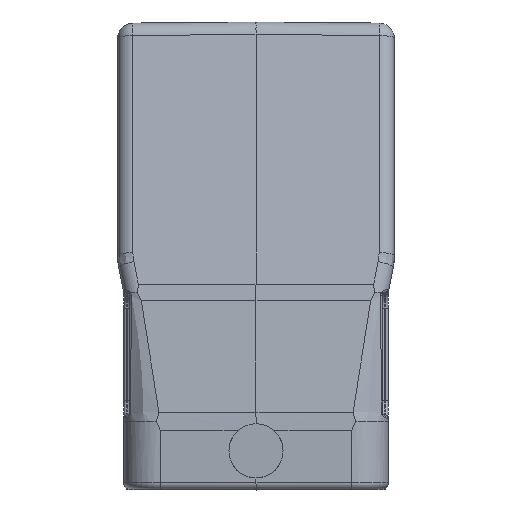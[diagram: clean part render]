
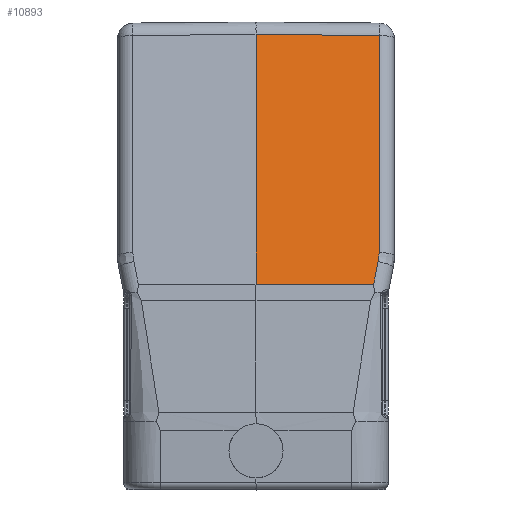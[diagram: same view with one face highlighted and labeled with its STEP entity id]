
A CAD part, top view. The second image highlights one B-rep face of the part: STEP entity #10893.
In plain terms, the highlighted planar face has unit normal (0.009, 0.19, 0.982).
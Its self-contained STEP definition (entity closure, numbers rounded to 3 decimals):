
#393=DIRECTION('',(0.,0.982,-0.19));
#394=VECTOR('',#393,35.988);
#395=CARTESIAN_POINT('',(20.022,-16.12,43.323));
#396=LINE('',#395,#394);
#576=DIRECTION('',(-0.193,-0.963,0.188));
#577=VECTOR('',#576,3.79);
#578=CARTESIAN_POINT('',(19.876,-17.591,43.609));
#579=LINE('',#578,#577);
#580=DIRECTION('',(-1.,0.,0.009));
#581=VECTOR('',#580,19.147);
#582=CARTESIAN_POINT('',(19.146,-21.241,44.32));
#583=LINE('',#582,#581);
#584=DIRECTION('',(1.,-0.009,-0.007));
#585=VECTOR('',#584,20.023);
#586=CARTESIAN_POINT('',(0.,19.39,36.641));
#587=LINE('',#586,#585);
#588=CARTESIAN_POINT('',(20.022,-16.12,43.323));
#589=CARTESIAN_POINT('',(20.022,-16.614,43.419));
#590=CARTESIAN_POINT('',(19.973,-17.107,43.514));
#591=CARTESIAN_POINT('',(19.876,-17.591,43.609));
#1215=DIRECTION('',(0.,-0.982,0.19));
#1216=VECTOR('',#1215,41.382);
#1217=CARTESIAN_POINT('',(0.,19.39,36.641));
#1218=LINE('',#1217,#1216);
#8657=CARTESIAN_POINT('',(20.022,-16.12,43.323));
#8658=VERTEX_POINT('',#8657);
#8659=CARTESIAN_POINT('',(20.022,19.215,36.497));
#8660=VERTEX_POINT('',#8659);
#8662=CARTESIAN_POINT('',(19.876,-17.591,43.609));
#8663=VERTEX_POINT('',#8662);
#8679=CARTESIAN_POINT('',(0.,19.39,36.641));
#8680=VERTEX_POINT('',#8679);
#8682=CARTESIAN_POINT('',(19.146,-21.241,44.32));
#8683=VERTEX_POINT('',#8682);
#8684=CARTESIAN_POINT('',(0.,-21.241,
44.49));
#8685=VERTEX_POINT('',#8684);
#10877=CARTESIAN_POINT('',(0.,-22.585,44.75));
#10878=DIRECTION('',(0.009,0.19,0.982));
#10879=DIRECTION('',(0.,-0.982,0.19));
#10880=AXIS2_PLACEMENT_3D('',#10877,#10878,#10879);
#10881=PLANE('',#10880);
#10883=ORIENTED_EDGE('',*,*,#10882,.T.);
#10885=ORIENTED_EDGE('',*,*,#10884,.T.);
#10887=ORIENTED_EDGE('',*,*,#10886,.F.);
#10888=ORIENTED_EDGE('',*,*,#10867,.T.);
#10889=ORIENTED_EDGE('',*,*,#10582,.F.);
#10890=ORIENTED_EDGE('',*,*,#10611,.T.);
#10891=EDGE_LOOP('',(#10883,#10885,#10887,#10888,#10889,#10890));
#10892=FACE_OUTER_BOUND('',#10891,.F.);
#592=B_SPLINE_CURVE_WITH_KNOTS('',3,(#588,#589,#590,#591),.UNSPECIFIED.,.F.,.F.,
(4,4),(0.,1.),.UNSPECIFIED.);
#10582=EDGE_CURVE('',#8658,#8660,#396,.T.);
#10611=EDGE_CURVE('',#8658,#8663,#592,.T.);
#10867=EDGE_CURVE('',#8680,#8660,#587,.T.);
#10882=EDGE_CURVE('',#8663,#8683,#579,.T.);
#10884=EDGE_CURVE('',#8683,#8685,#583,.T.);
#10886=EDGE_CURVE('',#8680,#8685,#1218,.T.);
#10893=ADVANCED_FACE('',(#10892),#10881,.T.);
